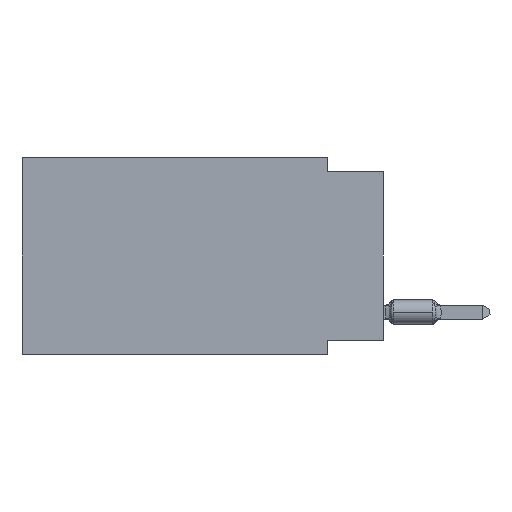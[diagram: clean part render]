
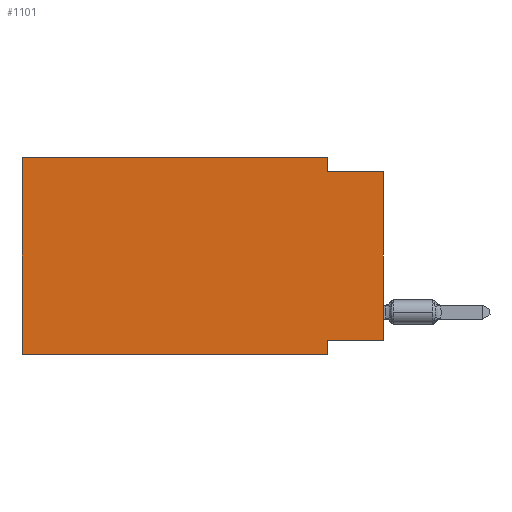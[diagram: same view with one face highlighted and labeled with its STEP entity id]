
A CAD part, left-side view. The second image highlights one B-rep face of the part: STEP entity #1101.
In plain terms, the highlighted planar face has unit normal (-1, 0, 0).
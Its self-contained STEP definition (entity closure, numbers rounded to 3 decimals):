
#863 = ORIENTED_EDGE ( 'NONE', *, *, #19909, .F. ) ;
#1101 = ADVANCED_FACE ( 'NONE', ( #16993 ), #10869, .F. ) ;
#1437 = LINE ( 'NONE', #5921, #6548 ) ;
#2382 = VERTEX_POINT ( 'NONE', #2983 ) ;
#2983 = CARTESIAN_POINT ( 'NONE',  ( 0., 2.54, -8.89 ) ) ;
#3559 = DIRECTION ( 'NONE',  ( 0., 0., 1. ) ) ;
#3819 = CARTESIAN_POINT ( 'NONE',  ( 0., 16.383, -8.89 ) ) ;
#3825 = LINE ( 'NONE', #16767, #18848 ) ;
#3976 = CARTESIAN_POINT ( 'NONE',  ( 0., 16.383, -8.89 ) ) ;
#4282 = EDGE_CURVE ( 'NONE', #9140, #19836, #22515, .T. ) ;
#4744 = DIRECTION ( 'NONE',  ( 1., 0., 0. ) ) ;
#4747 = VECTOR ( 'NONE', #5193, 1000. ) ;
#4944 = VERTEX_POINT ( 'NONE', #7423 ) ;
#5193 = DIRECTION ( 'NONE',  ( 0., -1., 0. ) ) ;
#5283 = CARTESIAN_POINT ( 'NONE',  ( 0., 2.54, -8.255 ) ) ;
#5917 = EDGE_LOOP ( 'NONE', ( #11668, #14807, #14983, #11863, #10902, #23726, #13890, #863 ) ) ;
#5921 = CARTESIAN_POINT ( 'NONE',  ( 0., 2.54, -8.89 ) ) ;
#6138 = DIRECTION ( 'NONE',  ( 0., -1., 0. ) ) ;
#6548 = VECTOR ( 'NONE', #12188, 1000. ) ;
#6699 = CARTESIAN_POINT ( 'NONE',  ( 0., 16.383, 0. ) ) ;
#7423 = CARTESIAN_POINT ( 'NONE',  ( 0., 2.54, 0. ) ) ;
#8071 = DIRECTION ( 'NONE',  ( 0., -1., 0. ) ) ;
#8283 = VECTOR ( 'NONE', #8071, 1000. ) ;
#9140 = VERTEX_POINT ( 'NONE', #3819 ) ;
#9266 = CARTESIAN_POINT ( 'NONE',  ( 0., 2.54, -0.635 ) ) ;
#10289 = EDGE_CURVE ( 'NONE', #10533, #19386, #3825, .T. ) ;
#10533 = VERTEX_POINT ( 'NONE', #9266 ) ;
#10869 = PLANE ( 'NONE',  #11922 ) ;
#10902 = ORIENTED_EDGE ( 'NONE', *, *, #4282, .F. ) ;
#11668 = ORIENTED_EDGE ( 'NONE', *, *, #21113, .T. ) ;
#11863 = ORIENTED_EDGE ( 'NONE', *, *, #17592, .F. ) ;
#11922 = AXIS2_PLACEMENT_3D ( 'NONE', #23569, #4744, #13060 ) ;
#12188 = DIRECTION ( 'NONE',  ( 0., 0., -1. ) ) ;
#13060 = DIRECTION ( 'NONE',  ( 0., 0., -1. ) ) ;
#13859 = VECTOR ( 'NONE', #22839, 1000. ) ;
#13890 = ORIENTED_EDGE ( 'NONE', *, *, #16815, .F. ) ;
#14741 = DIRECTION ( 'NONE',  ( 0., 1., 0. ) ) ;
#14807 = ORIENTED_EDGE ( 'NONE', *, *, #10289, .F. ) ;
#14983 = ORIENTED_EDGE ( 'NONE', *, *, #22639, .F. ) ;
#15285 = LINE ( 'NONE', #23891, #4747 ) ;
#15960 = VECTOR ( 'NONE', #14741, 1000. ) ;
#16112 = LINE ( 'NONE', #3976, #8283 ) ;
#16433 = VERTEX_POINT ( 'NONE', #5283 ) ;
#16575 = CARTESIAN_POINT ( 'NONE',  ( 0., 0., -0.635 ) ) ;
#16767 = CARTESIAN_POINT ( 'NONE',  ( 0., 0., -0.635 ) ) ;
#16815 = EDGE_CURVE ( 'NONE', #16433, #2382, #1437, .T. ) ;
#16993 = FACE_OUTER_BOUND ( 'NONE', #5917, .T. ) ;
#17019 = CARTESIAN_POINT ( 'NONE',  ( 0., 0., -8.255 ) ) ;
#17592 = EDGE_CURVE ( 'NONE', #19836, #4944, #15285, .T. ) ;
#17773 = CARTESIAN_POINT ( 'NONE',  ( 0., 2.54, 0. ) ) ;
#17818 = VECTOR ( 'NONE', #26116, 1000. ) ;
#18451 = CARTESIAN_POINT ( 'NONE',  ( 0., 0., 0. ) ) ;
#18498 = EDGE_CURVE ( 'NONE', #9140, #2382, #16112, .T. ) ;
#18848 = VECTOR ( 'NONE', #6138, 1000. ) ;
#18965 = CARTESIAN_POINT ( 'NONE',  ( 0., 0., -8.255 ) ) ;
#19386 = VERTEX_POINT ( 'NONE', #16575 ) ;
#19836 = VERTEX_POINT ( 'NONE', #6699 ) ;
#19909 = EDGE_CURVE ( 'NONE', #21524, #16433, #25131, .T. ) ;
#21113 = EDGE_CURVE ( 'NONE', #21524, #19386, #22985, .T. ) ;
#21205 = VECTOR ( 'NONE', #3559, 1000. ) ;
#21524 = VERTEX_POINT ( 'NONE', #17019 ) ;
#22515 = LINE ( 'NONE', #26878, #21205 ) ;
#22639 = EDGE_CURVE ( 'NONE', #4944, #10533, #25994, .T. ) ;
#22839 = DIRECTION ( 'NONE',  ( 0., 0., 1. ) ) ;
#22985 = LINE ( 'NONE', #18451, #13859 ) ;
#23569 = CARTESIAN_POINT ( 'NONE',  ( 0., 16.383, 0. ) ) ;
#23726 = ORIENTED_EDGE ( 'NONE', *, *, #18498, .T. ) ;
#23891 = CARTESIAN_POINT ( 'NONE',  ( 0., 16.383, 0. ) ) ;
#25131 = LINE ( 'NONE', #18965, #15960 ) ;
#25994 = LINE ( 'NONE', #17773, #17818 ) ;
#26116 = DIRECTION ( 'NONE',  ( 0., 0., -1. ) ) ;
#26878 = CARTESIAN_POINT ( 'NONE',  ( 0., 16.383, 0. ) ) ;
